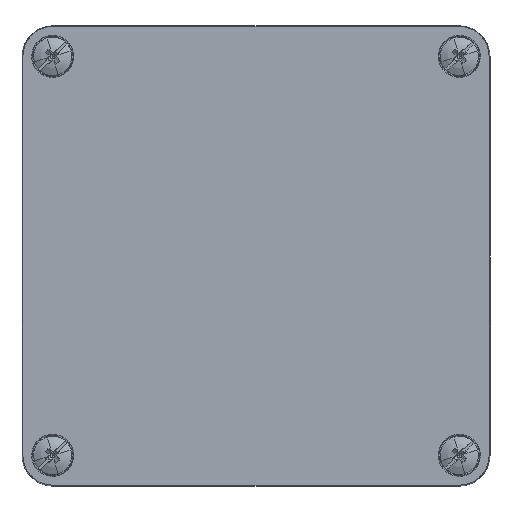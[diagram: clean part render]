
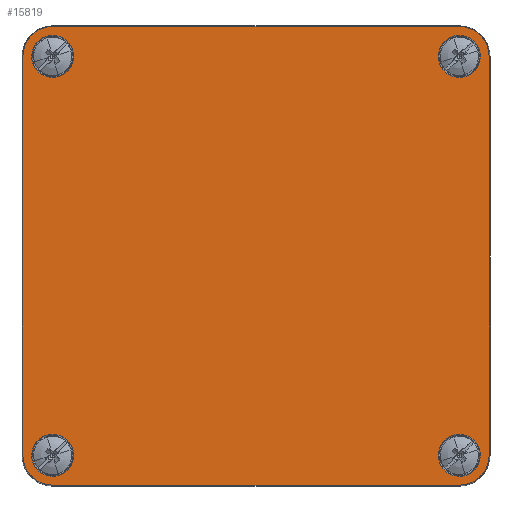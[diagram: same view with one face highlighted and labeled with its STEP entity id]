
A CAD part, top view. The second image highlights one B-rep face of the part: STEP entity #15819.
In plain terms, the highlighted planar face has unit normal (0, 0, 1).
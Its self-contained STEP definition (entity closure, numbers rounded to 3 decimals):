
#14702=AXIS2_PLACEMENT_3D('Circle Axis2P3D',#14700,#14701,$) ;
#14752=AXIS2_PLACEMENT_3D('Circle Axis2P3D',#14750,#14751,$) ;
#14802=AXIS2_PLACEMENT_3D('Circle Axis2P3D',#14800,#14801,$) ;
#14845=AXIS2_PLACEMENT_3D('Circle Axis2P3D',#14843,#14844,$) ;
#15735=AXIS2_PLACEMENT_3D('Plane Axis2P3D',#15732,#15733,#15734) ;
#15749=AXIS2_PLACEMENT_3D('Circle Axis2P3D',#15747,#15748,$) ;
#15758=AXIS2_PLACEMENT_3D('Circle Axis2P3D',#15756,#15757,$) ;
#15767=AXIS2_PLACEMENT_3D('Circle Axis2P3D',#15765,#15766,$) ;
#15776=AXIS2_PLACEMENT_3D('Circle Axis2P3D',#15774,#15775,$) ;
#15785=AXIS2_PLACEMENT_3D('Circle Axis2P3D',#15783,#15784,$) ;
#15794=AXIS2_PLACEMENT_3D('Circle Axis2P3D',#15792,#15793,$) ;
#15803=AXIS2_PLACEMENT_3D('Circle Axis2P3D',#15801,#15802,$) ;
#15812=AXIS2_PLACEMENT_3D('Circle Axis2P3D',#15810,#15811,$) ;
#14661=CARTESIAN_POINT('Line Origine',(0.218,60.,91.)) ;
#14665=CARTESIAN_POINT('Vertex',(0.218,112.,91.)) ;
#14667=CARTESIAN_POINT('Vertex',(0.218,8.,91.)) ;
#14697=CARTESIAN_POINT('Vertex',(8.,119.782,91.)) ;
#14700=CARTESIAN_POINT('Axis2P3D Location',(8.,112.,91.)) ;
#14718=CARTESIAN_POINT('Line Origine',(61.,119.782,91.)) ;
#14722=CARTESIAN_POINT('Vertex',(114.,119.782,91.)) ;
#14747=CARTESIAN_POINT('Vertex',(121.782,112.,91.)) ;
#14750=CARTESIAN_POINT('Axis2P3D Location',(114.,112.,91.)) ;
#14768=CARTESIAN_POINT('Line Origine',(121.782,60.,91.)) ;
#14772=CARTESIAN_POINT('Vertex',(121.782,8.,91.)) ;
#14797=CARTESIAN_POINT('Vertex',(114.,0.218,91.)) ;
#14800=CARTESIAN_POINT('Axis2P3D Location',(114.,8.,91.)) ;
#14818=CARTESIAN_POINT('Line Origine',(61.,0.218,91.)) ;
#14822=CARTESIAN_POINT('Vertex',(8.,0.218,91.)) ;
#14843=CARTESIAN_POINT('Axis2P3D Location',(8.,8.,91.)) ;
#15732=CARTESIAN_POINT('Axis2P3D Location',(61.,60.,91.)) ;
#15747=CARTESIAN_POINT('Axis2P3D Location',(8.,8.,91.)) ;
#15751=CARTESIAN_POINT('Vertex',(5.384,12.789,91.)) ;
#15753=CARTESIAN_POINT('Vertex',(10.616,3.211,91.)) ;
#15756=CARTESIAN_POINT('Axis2P3D Location',(8.,8.,91.)) ;
#15765=CARTESIAN_POINT('Axis2P3D Location',(114.,8.,91.)) ;
#15769=CARTESIAN_POINT('Vertex',(116.616,3.211,91.)) ;
#15771=CARTESIAN_POINT('Vertex',(111.384,12.789,91.)) ;
#15774=CARTESIAN_POINT('Axis2P3D Location',(114.,8.,91.)) ;
#15783=CARTESIAN_POINT('Axis2P3D Location',(8.,112.,91.)) ;
#15787=CARTESIAN_POINT('Vertex',(10.616,107.211,91.)) ;
#15789=CARTESIAN_POINT('Vertex',(5.384,116.789,91.)) ;
#15792=CARTESIAN_POINT('Axis2P3D Location',(8.,112.,91.)) ;
#15801=CARTESIAN_POINT('Axis2P3D Location',(114.,112.,91.)) ;
#15805=CARTESIAN_POINT('Vertex',(116.616,107.211,91.)) ;
#15807=CARTESIAN_POINT('Vertex',(111.384,116.789,91.)) ;
#15810=CARTESIAN_POINT('Axis2P3D Location',(114.,112.,91.)) ;
#14662=DIRECTION('Vector Direction',(0.,-1.,0.)) ;
#14701=DIRECTION('Axis2P3D Direction',(0.,0.,-1.)) ;
#14719=DIRECTION('Vector Direction',(-1.,0.,0.)) ;
#14751=DIRECTION('Axis2P3D Direction',(0.,0.,-1.)) ;
#14769=DIRECTION('Vector Direction',(0.,1.,0.)) ;
#14801=DIRECTION('Axis2P3D Direction',(0.,0.,-1.)) ;
#14819=DIRECTION('Vector Direction',(1.,0.,0.)) ;
#14844=DIRECTION('Axis2P3D Direction',(0.,0.,-1.)) ;
#15733=DIRECTION('Axis2P3D Direction',(0.,0.,-1.)) ;
#15734=DIRECTION('Axis2P3D XDirection',(1.,0.,0.)) ;
#15748=DIRECTION('Axis2P3D Direction',(0.,0.,-1.)) ;
#15757=DIRECTION('Axis2P3D Direction',(0.,0.,-1.)) ;
#15766=DIRECTION('Axis2P3D Direction',(0.,0.,-1.)) ;
#15775=DIRECTION('Axis2P3D Direction',(0.,0.,-1.)) ;
#15784=DIRECTION('Axis2P3D Direction',(0.,0.,-1.)) ;
#15793=DIRECTION('Axis2P3D Direction',(0.,0.,-1.)) ;
#15802=DIRECTION('Axis2P3D Direction',(0.,0.,-1.)) ;
#15811=DIRECTION('Axis2P3D Direction',(0.,0.,-1.)) ;
#14663=VECTOR('Line Direction',#14662,1.) ;
#14720=VECTOR('Line Direction',#14719,1.) ;
#14770=VECTOR('Line Direction',#14769,1.) ;
#14820=VECTOR('Line Direction',#14819,1.) ;
#15738=ORIENTED_EDGE('',*,*,#14724,.T.) ;
#15739=ORIENTED_EDGE('',*,*,#14704,.T.) ;
#15740=ORIENTED_EDGE('',*,*,#14669,.T.) ;
#15741=ORIENTED_EDGE('',*,*,#14847,.T.) ;
#15742=ORIENTED_EDGE('',*,*,#14824,.T.) ;
#15743=ORIENTED_EDGE('',*,*,#14804,.T.) ;
#15744=ORIENTED_EDGE('',*,*,#14774,.T.) ;
#15745=ORIENTED_EDGE('',*,*,#14754,.T.) ;
#15762=ORIENTED_EDGE('',*,*,#15755,.T.) ;
#15763=ORIENTED_EDGE('',*,*,#15760,.T.) ;
#15780=ORIENTED_EDGE('',*,*,#15773,.T.) ;
#15781=ORIENTED_EDGE('',*,*,#15778,.T.) ;
#15798=ORIENTED_EDGE('',*,*,#15791,.T.) ;
#15799=ORIENTED_EDGE('',*,*,#15796,.T.) ;
#15816=ORIENTED_EDGE('',*,*,#15809,.T.) ;
#15817=ORIENTED_EDGE('',*,*,#15814,.T.) ;
#15764=FACE_BOUND('',#15761,.T.) ;
#15782=FACE_BOUND('',#15779,.T.) ;
#15800=FACE_BOUND('',#15797,.T.) ;
#15818=FACE_BOUND('',#15815,.T.) ;
#15819=ADVANCED_FACE('Cover.2',(#15746,#15764,#15782,#15800,#15818),#15736,.F.) ;
#14703=CIRCLE('generated circle',#14702,7.782) ;
#14753=CIRCLE('generated circle',#14752,7.782) ;
#14803=CIRCLE('generated circle',#14802,7.782) ;
#14846=CIRCLE('generated circle',#14845,7.782) ;
#15750=CIRCLE('generated circle',#15749,5.457) ;
#15759=CIRCLE('generated circle',#15758,5.457) ;
#15768=CIRCLE('generated circle',#15767,5.457) ;
#15777=CIRCLE('generated circle',#15776,5.457) ;
#15786=CIRCLE('generated circle',#15785,5.457) ;
#15795=CIRCLE('generated circle',#15794,5.457) ;
#15804=CIRCLE('generated circle',#15803,5.457) ;
#15813=CIRCLE('generated circle',#15812,5.457) ;
#14669=EDGE_CURVE('',#14666,#14668,#14664,.T.) ;
#14704=EDGE_CURVE('',#14698,#14666,#14703,.F.) ;
#14724=EDGE_CURVE('',#14723,#14698,#14721,.T.) ;
#14754=EDGE_CURVE('',#14748,#14723,#14753,.F.) ;
#14774=EDGE_CURVE('',#14773,#14748,#14771,.T.) ;
#14804=EDGE_CURVE('',#14798,#14773,#14803,.F.) ;
#14824=EDGE_CURVE('',#14823,#14798,#14821,.T.) ;
#14847=EDGE_CURVE('',#14668,#14823,#14846,.F.) ;
#15755=EDGE_CURVE('',#15752,#15754,#15750,.T.) ;
#15760=EDGE_CURVE('',#15754,#15752,#15759,.T.) ;
#15773=EDGE_CURVE('',#15770,#15772,#15768,.T.) ;
#15778=EDGE_CURVE('',#15772,#15770,#15777,.T.) ;
#15791=EDGE_CURVE('',#15788,#15790,#15786,.T.) ;
#15796=EDGE_CURVE('',#15790,#15788,#15795,.T.) ;
#15809=EDGE_CURVE('',#15806,#15808,#15804,.T.) ;
#15814=EDGE_CURVE('',#15808,#15806,#15813,.T.) ;
#15737=EDGE_LOOP('',(#15738,#15739,#15740,#15741,#15742,#15743,#15744,#15745)) ;
#15761=EDGE_LOOP('',(#15762,#15763)) ;
#15779=EDGE_LOOP('',(#15780,#15781)) ;
#15797=EDGE_LOOP('',(#15798,#15799)) ;
#15815=EDGE_LOOP('',(#15816,#15817)) ;
#15746=FACE_OUTER_BOUND('',#15737,.T.) ;
#14664=LINE('Line',#14661,#14663) ;
#14721=LINE('Line',#14718,#14720) ;
#14771=LINE('Line',#14768,#14770) ;
#14821=LINE('Line',#14818,#14820) ;
#15736=PLANE('',#15735) ;
#14666=VERTEX_POINT('',#14665) ;
#14668=VERTEX_POINT('',#14667) ;
#14698=VERTEX_POINT('',#14697) ;
#14723=VERTEX_POINT('',#14722) ;
#14748=VERTEX_POINT('',#14747) ;
#14773=VERTEX_POINT('',#14772) ;
#14798=VERTEX_POINT('',#14797) ;
#14823=VERTEX_POINT('',#14822) ;
#15752=VERTEX_POINT('',#15751) ;
#15754=VERTEX_POINT('',#15753) ;
#15770=VERTEX_POINT('',#15769) ;
#15772=VERTEX_POINT('',#15771) ;
#15788=VERTEX_POINT('',#15787) ;
#15790=VERTEX_POINT('',#15789) ;
#15806=VERTEX_POINT('',#15805) ;
#15808=VERTEX_POINT('',#15807) ;
